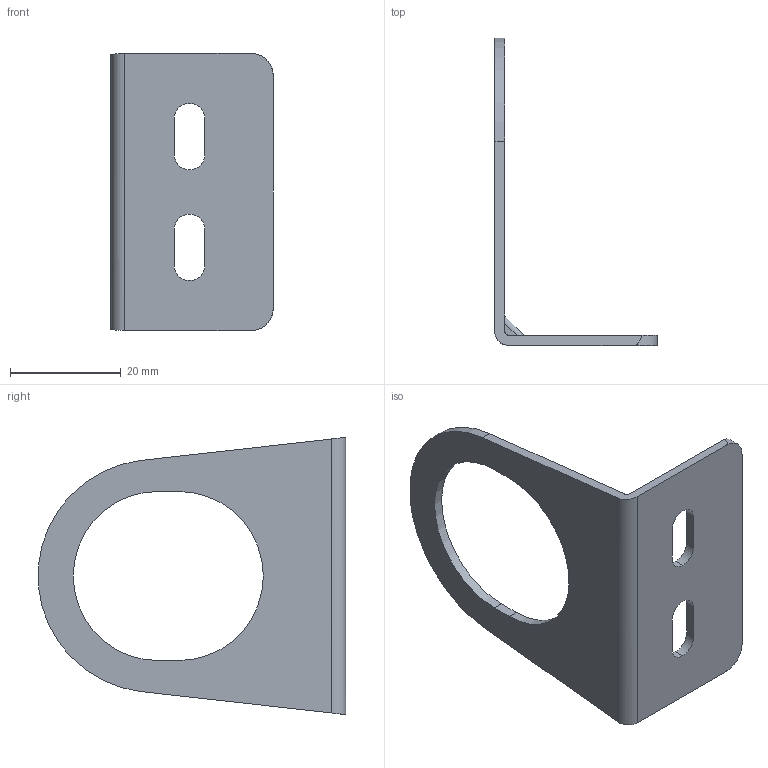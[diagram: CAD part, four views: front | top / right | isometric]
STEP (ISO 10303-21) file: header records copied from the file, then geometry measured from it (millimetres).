
FILE_DESCRIPTION (( 'STEP AP203' ), '1' );
FILE_NAME ('88257E1.step', '2023-05-17T14:19:15', ( '' ), ( '' ), 'SwSTEP 2.0', 'SolidWorks 2021', '' );
FILE_SCHEMA (( 'CONFIG_CONTROL_DESIGN' ));
Length unit declared in the file: inch
Products named in the file (1): 88257E1
Bounding box: 29.3 x 55.42 x 50 mm (x, y, z)
Volume: 4782.8 mm3; surface area: 6025.2 mm2
Topology: 1 solids, 1 shells, 36 faces, 102 edges, 68 vertices
Faces by surface type: cylinder 19, plane 17
Entity records: 1263 total; most frequent: CARTESIAN_POINT 249, ORIENTED_EDGE 204, DIRECTION 188, EDGE_CURVE 102, VERTEX_POINT 68, AXIS2_PLACEMENT_3D 63, VECTOR 62, LINE 62
